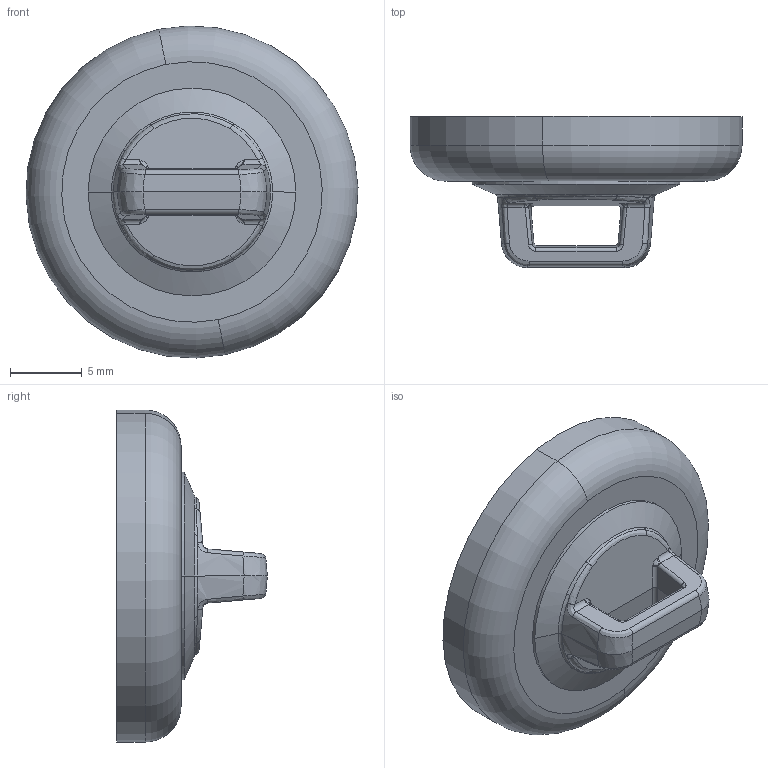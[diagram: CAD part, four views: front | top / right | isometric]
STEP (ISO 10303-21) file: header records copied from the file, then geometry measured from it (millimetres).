
FILE_DESCRIPTION (( 'STEP AP203' ), '1' );
FILE_NAME ('62417.STEP', '2022-11-16T21:28:50', ( '' ), ( '' ), 'SwSTEP 2.0', 'SolidWorks 2021', '' );
FILE_SCHEMA (( 'CONFIG_CONTROL_DESIGN' ));
Length unit declared in the file: millimetre
Products named in the file (5): 62445_Installed; 82004B CUP; 82004 MAGNET; 62417; 82004B
Assembly tree (4 placements, depth 3):
  62417
    62445_Installed
    82004B
      82004B CUP
      82004 MAGNET
Bounding box: 23.19 x 10.53 x 23.19 mm (x, y, z)
Volume: 1671 mm3; surface area: 2439.6 mm2
Topology: 3 solids, 3 shells, 242 faces, 606 edges, 360 vertices
Faces by surface type: plane 76, cylinder 63, bspline 58, torus 22, cone 15, sphere 8
Entity records: 8778 total; most frequent: CARTESIAN_POINT 3033, ORIENTED_EDGE 1196, DIRECTION 992, EDGE_CURVE 598, AXIS2_PLACEMENT_3D 369, VERTEX_POINT 360, VECTOR 254, LINE 254
